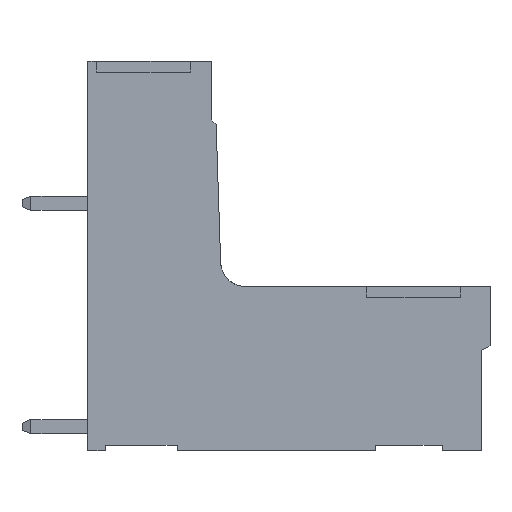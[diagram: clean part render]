
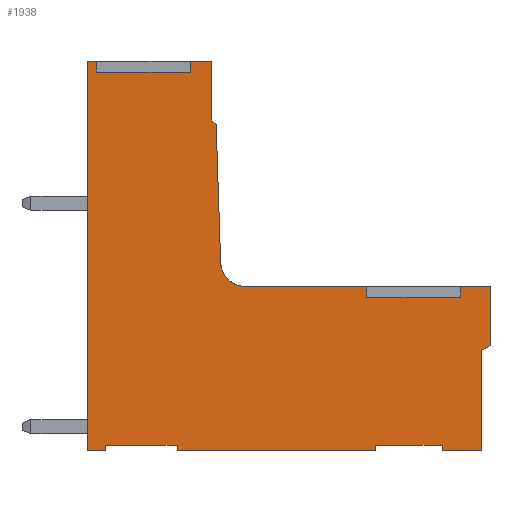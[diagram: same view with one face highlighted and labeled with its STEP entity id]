
A CAD part, left-side view. The second image highlights one B-rep face of the part: STEP entity #1938.
In plain terms, the highlighted free-form (B-spline) face has degree [1, 1] with [2, 2] control points.
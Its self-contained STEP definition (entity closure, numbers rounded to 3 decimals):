
#1741=CARTESIAN_POINT('',(-23.75,47.33,47.33));
#1742=CARTESIAN_POINT('',(-23.75,-47.33,47.33));
#1743=CARTESIAN_POINT('',(-23.75,47.33,-47.33));
#1744=CARTESIAN_POINT('',(-23.75,-47.33,-47.33));
#1745=B_SPLINE_SURFACE_WITH_KNOTS('',1,1,((#1741,#1742),(#1743,#1744)),.PLANE_SURF.,.F.,.F.,.U.,(2,2),(2,2),(0.,1.),(0.,1.),.UNSPECIFIED.);
#1746=CARTESIAN_POINT('',(-23.75,2.7,0.25));
#1747=VERTEX_POINT('',#1746);
#1748=CARTESIAN_POINT('',(-23.75,2.7,-0.05));
#1749=VERTEX_POINT('',#1748);
#1750=CARTESIAN_POINT('',(-23.75,2.7,0.25));
#1751=CARTESIAN_POINT('',(-23.75,2.7,-0.05));
#1752=B_SPLINE_CURVE_WITH_KNOTS('',1,(#1750,#1751),.POLYLINE_FORM.,.F.,.U.,(2,2),(0.,1.),.UNSPECIFIED.);
#1753=EDGE_CURVE('',#1747,#1749,#1752,.T.);
#1754=ORIENTED_EDGE('',*,*,#1753,.T.);
#1755=CARTESIAN_POINT('',(-23.75,0.5,-0.05));
#1756=VERTEX_POINT('',#1755);
#1757=CARTESIAN_POINT('',(-23.75,2.7,-0.05));
#1758=CARTESIAN_POINT('',(-23.75,0.5,-0.05));
#1759=B_SPLINE_CURVE_WITH_KNOTS('',1,(#1757,#1758),.POLYLINE_FORM.,.F.,.U.,(2,2),(0.,1.),.UNSPECIFIED.);
#1760=EDGE_CURVE('',#1749,#1756,#1759,.T.);
#1761=ORIENTED_EDGE('',*,*,#1760,.T.);
#1762=CARTESIAN_POINT('',(-23.75,0.5,5.597));
#1763=VERTEX_POINT('',#1762);
#1764=CARTESIAN_POINT('',(-23.75,0.5,-0.05));
#1765=CARTESIAN_POINT('',(-23.75,0.5,5.597));
#1766=B_SPLINE_CURVE_WITH_KNOTS('',1,(#1764,#1765),.POLYLINE_FORM.,.F.,.U.,(2,2),(0.,1.),.UNSPECIFIED.);
#1767=EDGE_CURVE('',#1756,#1763,#1766,.T.);
#1768=ORIENTED_EDGE('',*,*,#1767,.T.);
#1769=CARTESIAN_POINT('',(-23.75,0.,5.85));
#1770=VERTEX_POINT('',#1769);
#1771=CARTESIAN_POINT('',(-23.75,0.5,5.597));
#1772=CARTESIAN_POINT('',(-23.75,0.,5.85));
#1773=B_SPLINE_CURVE_WITH_KNOTS('',1,(#1771,#1772),.POLYLINE_FORM.,.F.,.U.,(2,2),(0.,1.),.UNSPECIFIED.);
#1774=EDGE_CURVE('',#1763,#1770,#1773,.T.);
#1775=ORIENTED_EDGE('',*,*,#1774,.T.);
#1776=CARTESIAN_POINT('',(-23.75,0.,9.2));
#1777=VERTEX_POINT('',#1776);
#1778=CARTESIAN_POINT('',(-23.75,0.,5.85));
#1779=CARTESIAN_POINT('',(-23.75,0.,9.2));
#1780=B_SPLINE_CURVE_WITH_KNOTS('',1,(#1778,#1779),.POLYLINE_FORM.,.F.,.U.,(2,2),(0.,1.),.UNSPECIFIED.);
#1781=EDGE_CURVE('',#1770,#1777,#1780,.T.);
#1782=ORIENTED_EDGE('',*,*,#1781,.T.);
#1783=CARTESIAN_POINT('',(-23.75,1.66,9.2));
#1784=VERTEX_POINT('',#1783);
#1785=CARTESIAN_POINT('',(-23.75,0.,9.2));
#1786=CARTESIAN_POINT('',(-23.75,1.66,9.2));
#1787=B_SPLINE_CURVE_WITH_KNOTS('',1,(#1785,#1786),.POLYLINE_FORM.,.F.,.U.,(2,2),(0.,1.),.UNSPECIFIED.);
#1788=EDGE_CURVE('',#1777,#1784,#1787,.T.);
#1789=ORIENTED_EDGE('',*,*,#1788,.T.);
#1790=CARTESIAN_POINT('',(-23.75,1.66,8.6));
#1791=VERTEX_POINT('',#1790);
#1792=CARTESIAN_POINT('',(-23.75,1.66,9.2));
#1793=CARTESIAN_POINT('',(-23.75,1.66,8.6));
#1794=B_SPLINE_CURVE_WITH_KNOTS('',1,(#1792,#1793),.POLYLINE_FORM.,.F.,.U.,(2,2),(0.,1.),.UNSPECIFIED.);
#1795=EDGE_CURVE('',#1784,#1791,#1794,.T.);
#1796=ORIENTED_EDGE('',*,*,#1795,.T.);
#1797=CARTESIAN_POINT('',(-23.75,6.96,8.6));
#1798=VERTEX_POINT('',#1797);
#1799=CARTESIAN_POINT('',(-23.75,1.66,8.6));
#1800=CARTESIAN_POINT('',(-23.75,6.96,8.6));
#1801=B_SPLINE_CURVE_WITH_KNOTS('',1,(#1799,#1800),.POLYLINE_FORM.,.F.,.U.,(2,2),(0.,1.),.UNSPECIFIED.);
#1802=EDGE_CURVE('',#1791,#1798,#1801,.T.);
#1803=ORIENTED_EDGE('',*,*,#1802,.T.);
#1804=CARTESIAN_POINT('',(-23.75,6.96,9.2));
#1805=VERTEX_POINT('',#1804);
#1806=CARTESIAN_POINT('',(-23.75,6.96,8.6));
#1807=CARTESIAN_POINT('',(-23.75,6.96,9.2));
#1808=B_SPLINE_CURVE_WITH_KNOTS('',1,(#1806,#1807),.POLYLINE_FORM.,.F.,.U.,(2,2),(0.,1.),.UNSPECIFIED.);
#1809=EDGE_CURVE('',#1798,#1805,#1808,.T.);
#1810=ORIENTED_EDGE('',*,*,#1809,.T.);
#1811=CARTESIAN_POINT('',(-23.75,13.795,9.2));
#1812=VERTEX_POINT('',#1811);
#1813=CARTESIAN_POINT('',(-23.75,6.96,9.2));
#1814=CARTESIAN_POINT('',(-23.75,13.795,9.2));
#1815=B_SPLINE_CURVE_WITH_KNOTS('',1,(#1813,#1814),.POLYLINE_FORM.,.F.,.U.,(2,2),(0.,1.),.UNSPECIFIED.);
#1816=EDGE_CURVE('',#1805,#1812,#1815,.T.);
#1817=ORIENTED_EDGE('',*,*,#1816,.T.);
#1818=CARTESIAN_POINT('',(-23.75,15.194,10.554));
#1819=VERTEX_POINT('',#1818);
#1820=CARTESIAN_POINT('',(-23.75,13.795,9.2));
#1821=CARTESIAN_POINT('',(-23.75,15.15,9.2));
#1822=CARTESIAN_POINT('',(-23.75,15.194,10.554));
#1823=(BOUNDED_CURVE()B_SPLINE_CURVE(2,(#1820,#1821,#1822),.CIRCULAR_ARC.,.F.,.U.)B_SPLINE_CURVE_WITH_KNOTS((3,3),(0.,1.),.UNSPECIFIED.)CURVE()GEOMETRIC_REPRESENTATION_ITEM()RATIONAL_B_SPLINE_CURVE((1.,0.719,1.))REPRESENTATION_ITEM(''));
#1824=EDGE_CURVE('',#1812,#1819,#1823,.T.);
#1825=ORIENTED_EDGE('',*,*,#1824,.T.);
#1826=CARTESIAN_POINT('',(-23.75,15.45,18.35));
#1827=VERTEX_POINT('',#1826);
#1828=CARTESIAN_POINT('',(-23.75,15.194,10.554));
#1829=CARTESIAN_POINT('',(-23.75,15.45,18.35));
#1830=B_SPLINE_CURVE_WITH_KNOTS('',1,(#1828,#1829),.POLYLINE_FORM.,.F.,.U.,(2,2),(0.,1.),.UNSPECIFIED.);
#1831=EDGE_CURVE('',#1819,#1827,#1830,.T.);
#1832=ORIENTED_EDGE('',*,*,#1831,.T.);
#1833=CARTESIAN_POINT('',(-23.75,15.7,18.6));
#1834=VERTEX_POINT('',#1833);
#1835=CARTESIAN_POINT('',(-23.75,15.45,18.35));
#1836=CARTESIAN_POINT('',(-23.75,15.7,18.6));
#1837=B_SPLINE_CURVE_WITH_KNOTS('',1,(#1835,#1836),.POLYLINE_FORM.,.F.,.U.,(2,2),(0.,1.),.UNSPECIFIED.);
#1838=EDGE_CURVE('',#1827,#1834,#1837,.T.);
#1839=ORIENTED_EDGE('',*,*,#1838,.T.);
#1840=CARTESIAN_POINT('',(-23.75,15.7,21.9));
#1841=VERTEX_POINT('',#1840);
#1842=CARTESIAN_POINT('',(-23.75,15.7,18.6));
#1843=CARTESIAN_POINT('',(-23.75,15.7,21.9));
#1844=B_SPLINE_CURVE_WITH_KNOTS('',1,(#1842,#1843),.POLYLINE_FORM.,.F.,.U.,(2,2),(0.,1.),.UNSPECIFIED.);
#1845=EDGE_CURVE('',#1834,#1841,#1844,.T.);
#1846=ORIENTED_EDGE('',*,*,#1845,.T.);
#1847=CARTESIAN_POINT('',(-23.75,16.9,21.9));
#1848=VERTEX_POINT('',#1847);
#1849=CARTESIAN_POINT('',(-23.75,16.9,21.9));
#1850=CARTESIAN_POINT('',(-23.75,15.7,21.9));
#1851=B_SPLINE_CURVE_WITH_KNOTS('',1,(#1849,#1850),.POLYLINE_FORM.,.F.,.U.,(2,2),(0.,1.),.UNSPECIFIED.);
#1852=EDGE_CURVE('',#1848,#1841,#1851,.T.);
#1853=ORIENTED_EDGE('',*,*,#1852,.F.);
#1854=CARTESIAN_POINT('',(-23.75,16.9,21.3));
#1855=VERTEX_POINT('',#1854);
#1856=CARTESIAN_POINT('',(-23.75,16.9,21.9));
#1857=CARTESIAN_POINT('',(-23.75,16.9,21.3));
#1858=B_SPLINE_CURVE_WITH_KNOTS('',1,(#1856,#1857),.POLYLINE_FORM.,.F.,.U.,(2,2),(0.,1.),.UNSPECIFIED.);
#1859=EDGE_CURVE('',#1848,#1855,#1858,.T.);
#1860=ORIENTED_EDGE('',*,*,#1859,.T.);
#1861=CARTESIAN_POINT('',(-23.75,22.2,21.3));
#1862=VERTEX_POINT('',#1861);
#1863=CARTESIAN_POINT('',(-23.75,16.9,21.3));
#1864=CARTESIAN_POINT('',(-23.75,22.2,21.3));
#1865=B_SPLINE_CURVE_WITH_KNOTS('',1,(#1863,#1864),.POLYLINE_FORM.,.F.,.U.,(2,2),(0.,1.),.UNSPECIFIED.);
#1866=EDGE_CURVE('',#1855,#1862,#1865,.T.);
#1867=ORIENTED_EDGE('',*,*,#1866,.T.);
#1868=CARTESIAN_POINT('',(-23.75,22.2,21.9));
#1869=VERTEX_POINT('',#1868);
#1870=CARTESIAN_POINT('',(-23.75,22.2,21.3));
#1871=CARTESIAN_POINT('',(-23.75,22.2,21.9));
#1872=B_SPLINE_CURVE_WITH_KNOTS('',1,(#1870,#1871),.POLYLINE_FORM.,.F.,.U.,(2,2),(0.,1.),.UNSPECIFIED.);
#1873=EDGE_CURVE('',#1862,#1869,#1872,.T.);
#1874=ORIENTED_EDGE('',*,*,#1873,.T.);
#1875=CARTESIAN_POINT('',(-23.75,22.7,21.9));
#1876=VERTEX_POINT('',#1875);
#1877=CARTESIAN_POINT('',(-23.75,22.7,21.9));
#1878=CARTESIAN_POINT('',(-23.75,22.2,21.9));
#1879=B_SPLINE_CURVE_WITH_KNOTS('',1,(#1877,#1878),.POLYLINE_FORM.,.F.,.U.,(2,2),(0.,1.),.UNSPECIFIED.);
#1880=EDGE_CURVE('',#1876,#1869,#1879,.T.);
#1881=ORIENTED_EDGE('',*,*,#1880,.F.);
#1882=CARTESIAN_POINT('',(-23.75,22.7,-0.05));
#1883=VERTEX_POINT('',#1882);
#1884=CARTESIAN_POINT('',(-23.75,22.7,21.9));
#1885=CARTESIAN_POINT('',(-23.75,22.7,-0.05));
#1886=B_SPLINE_CURVE_WITH_KNOTS('',1,(#1884,#1885),.POLYLINE_FORM.,.F.,.U.,(2,2),(0.,1.),.UNSPECIFIED.);
#1887=EDGE_CURVE('',#1876,#1883,#1886,.T.);
#1888=ORIENTED_EDGE('',*,*,#1887,.T.);
#1889=CARTESIAN_POINT('',(-23.75,21.7,-0.05));
#1890=VERTEX_POINT('',#1889);
#1891=CARTESIAN_POINT('',(-23.75,22.7,-0.05));
#1892=CARTESIAN_POINT('',(-23.75,21.7,-0.05));
#1893=B_SPLINE_CURVE_WITH_KNOTS('',1,(#1891,#1892),.POLYLINE_FORM.,.F.,.U.,(2,2),(0.,1.),.UNSPECIFIED.);
#1894=EDGE_CURVE('',#1883,#1890,#1893,.T.);
#1895=ORIENTED_EDGE('',*,*,#1894,.T.);
#1896=CARTESIAN_POINT('',(-23.75,21.7,0.25));
#1897=VERTEX_POINT('',#1896);
#1898=CARTESIAN_POINT('',(-23.75,21.7,-0.05));
#1899=CARTESIAN_POINT('',(-23.75,21.7,0.25));
#1900=B_SPLINE_CURVE_WITH_KNOTS('',1,(#1898,#1899),.POLYLINE_FORM.,.F.,.U.,(2,2),(0.,1.),.UNSPECIFIED.);
#1901=EDGE_CURVE('',#1890,#1897,#1900,.T.);
#1902=ORIENTED_EDGE('',*,*,#1901,.T.);
#1903=CARTESIAN_POINT('',(-23.75,17.65,0.25));
#1904=VERTEX_POINT('',#1903);
#1905=CARTESIAN_POINT('',(-23.75,21.7,0.25));
#1906=CARTESIAN_POINT('',(-23.75,17.65,0.25));
#1907=B_SPLINE_CURVE_WITH_KNOTS('',1,(#1905,#1906),.POLYLINE_FORM.,.F.,.U.,(2,2),(0.,1.),.UNSPECIFIED.);
#1908=EDGE_CURVE('',#1897,#1904,#1907,.T.);
#1909=ORIENTED_EDGE('',*,*,#1908,.T.);
#1910=CARTESIAN_POINT('',(-23.75,17.65,-0.05));
#1911=VERTEX_POINT('',#1910);
#1912=CARTESIAN_POINT('',(-23.75,17.65,0.25));
#1913=CARTESIAN_POINT('',(-23.75,17.65,-0.05));
#1914=B_SPLINE_CURVE_WITH_KNOTS('',1,(#1912,#1913),.POLYLINE_FORM.,.F.,.U.,(2,2),(0.,1.),.UNSPECIFIED.);
#1915=EDGE_CURVE('',#1904,#1911,#1914,.T.);
#1916=ORIENTED_EDGE('',*,*,#1915,.T.);
#1917=CARTESIAN_POINT('',(-23.75,6.45,-0.05));
#1918=VERTEX_POINT('',#1917);
#1919=CARTESIAN_POINT('',(-23.75,17.65,-0.05));
#1920=CARTESIAN_POINT('',(-23.75,6.45,-0.05));
#1921=B_SPLINE_CURVE_WITH_KNOTS('',1,(#1919,#1920),.POLYLINE_FORM.,.F.,.U.,(2,2),(0.,1.),.UNSPECIFIED.);
#1922=EDGE_CURVE('',#1911,#1918,#1921,.T.);
#1923=ORIENTED_EDGE('',*,*,#1922,.T.);
#1924=CARTESIAN_POINT('',(-23.75,6.45,0.25));
#1925=VERTEX_POINT('',#1924);
#1926=CARTESIAN_POINT('',(-23.75,6.45,-0.05));
#1927=CARTESIAN_POINT('',(-23.75,6.45,0.25));
#1928=B_SPLINE_CURVE_WITH_KNOTS('',1,(#1926,#1927),.POLYLINE_FORM.,.F.,.U.,(2,2),(0.,1.),.UNSPECIFIED.);
#1929=EDGE_CURVE('',#1918,#1925,#1928,.T.);
#1930=ORIENTED_EDGE('',*,*,#1929,.T.);
#1931=CARTESIAN_POINT('',(-23.75,6.45,0.25));
#1932=CARTESIAN_POINT('',(-23.75,2.7,0.25));
#1933=B_SPLINE_CURVE_WITH_KNOTS('',1,(#1931,#1932),.POLYLINE_FORM.,.F.,.U.,(2,2),(0.,1.),.UNSPECIFIED.);
#1934=EDGE_CURVE('',#1925,#1747,#1933,.T.);
#1935=ORIENTED_EDGE('',*,*,#1934,.T.);
#1936=EDGE_LOOP('',(#1754,#1761,#1768,#1775,#1782,#1789,#1796,#1803,#1810,#1817,#1825,#1832,#1839,#1846,#1853,#1860,#1867,#1874,#1881,#1888,#1895,#1902,#1909,#1916,#1923,#1930,#1935));
#1937=FACE_OUTER_BOUND('',#1936,.T.);
#1938=ADVANCED_FACE('',(#1937),#1745,.T.);
